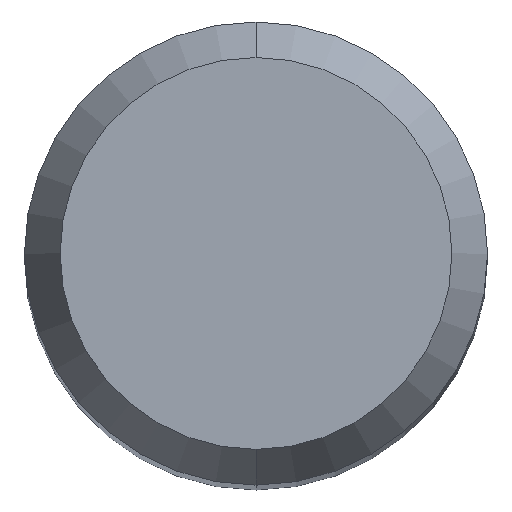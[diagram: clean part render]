
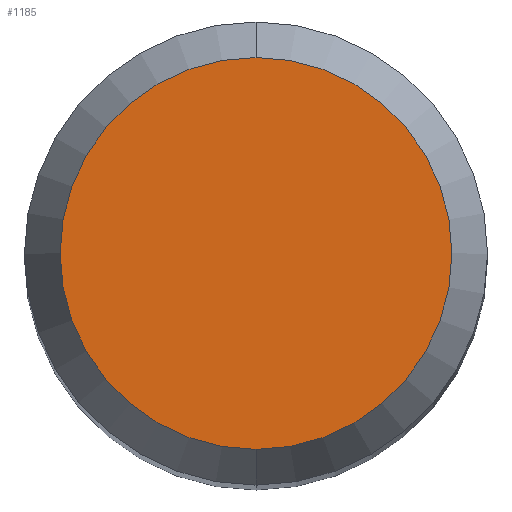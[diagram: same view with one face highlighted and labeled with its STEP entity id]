
A CAD part, top view. The second image highlights one B-rep face of the part: STEP entity #1185.
In plain terms, the highlighted planar face has unit normal (0, 0, 1).
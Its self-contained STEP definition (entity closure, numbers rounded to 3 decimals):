
#923=EDGE_CURVE('',#2065,#1853,#2327,.T.);
#1107=EDGE_CURVE('',#1853,#2065,#2525,.T.);
#1185=ADVANCED_FACE('',(#2613),#2614,.T.);
#1853=VERTEX_POINT('',#3343);
#2065=VERTEX_POINT('',#3574);
#2327=CIRCLE('',#5756,2.538);
#2525=CIRCLE('',#8472,2.538);
#2613=FACE_OUTER_BOUND('',#9302,.T.);
#2614=PLANE('',#9303);
#3343=CARTESIAN_POINT('',(0.,-2.538,0.0));
#3574=CARTESIAN_POINT('',(0.0,2.538,0.0));
#5756=AXIS2_PLACEMENT_3D('',#18629,#18630,#18631);
#8472=AXIS2_PLACEMENT_3D('',#18804,#18805,#18806);
#9302=EDGE_LOOP('',(#18911,#18912));
#9303=AXIS2_PLACEMENT_3D('',#18913,#18914,#18915);
#18629=CARTESIAN_POINT('',(0.0,0.0,0.0));
#18630=DIRECTION('',(0.0,0.0,-1.0));
#18631=DIRECTION('',(0.0,1.0,0.0));
#18804=CARTESIAN_POINT('',(0.0,0.0,0.0));
#18805=DIRECTION('',(0.0,0.0,-1.0));
#18806=DIRECTION('',(0.0,1.0,0.0));
#18911=ORIENTED_EDGE('',*,*,#923,.F.);
#18912=ORIENTED_EDGE('',*,*,#1107,.F.);
#18913=CARTESIAN_POINT('',(0.0,1.269,0.0));
#18914=DIRECTION('',(-0.0,0.0,1.0));
#18915=DIRECTION('',(0.0,-1.0,0.0));
